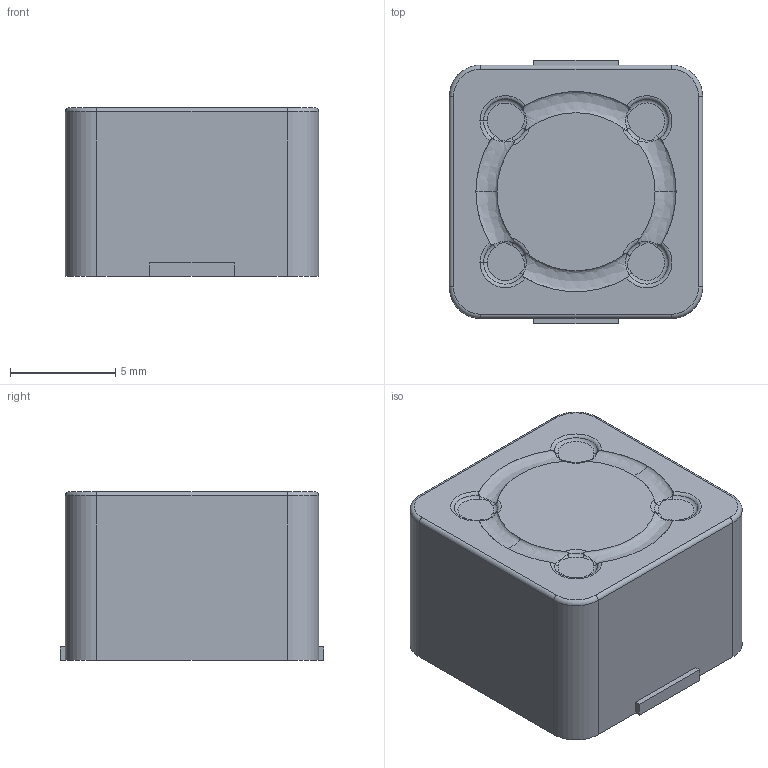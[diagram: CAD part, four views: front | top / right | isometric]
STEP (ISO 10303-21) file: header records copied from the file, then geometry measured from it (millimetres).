
FILE_DESCRIPTION (( 'STEP AP214' ), '1' );
FILE_NAME ('SMDRI127-150MT.STEP', '2022-10-03T12:12:22', ( '' ), ( '' ), 'SwSTEP 2.0', 'SolidWorks 2019', '' );
FILE_SCHEMA (( 'AUTOMOTIVE_DESIGN' ));
Length unit declared in the file: millimetre
Products named in the file (1): SMDRI127-150MT
Bounding box: 12.03 x 12.53 x 8 mm (x, y, z)
Volume: 1137.5 mm3; surface area: 654.9 mm2
Topology: 1 solids, 1 shells, 65 faces, 160 edges, 98 vertices
Faces by surface type: torus 24, plane 19, bspline 14, cylinder 8
Entity records: 3332 total; most frequent: CARTESIAN_POINT 1314, ORIENTED_EDGE 320, DIRECTION 312, EDGE_CURVE 160, AXIS2_PLACEMENT_3D 134, VERTEX_POINT 98, CIRCLE 82, EDGE_LOOP 66
